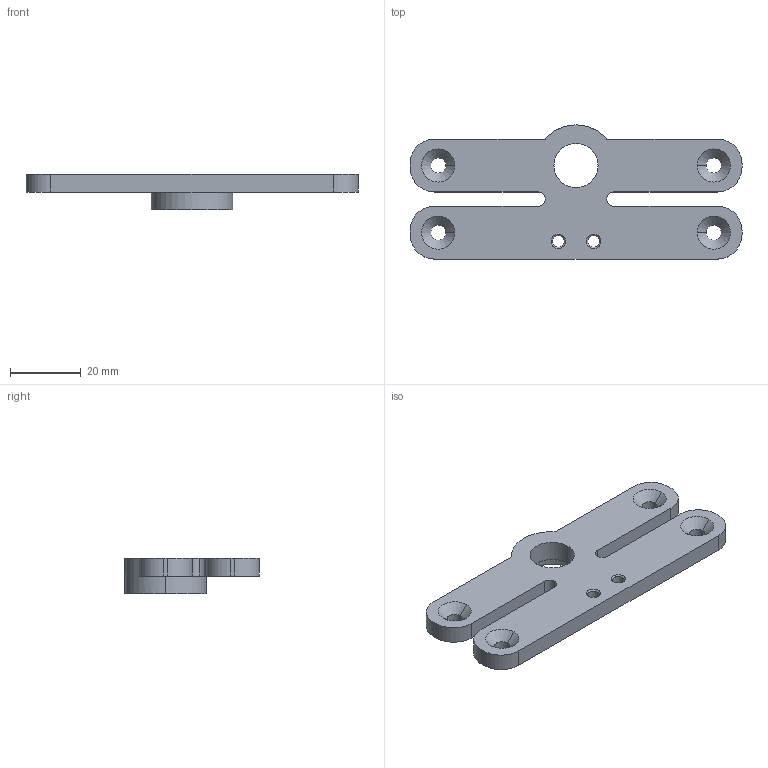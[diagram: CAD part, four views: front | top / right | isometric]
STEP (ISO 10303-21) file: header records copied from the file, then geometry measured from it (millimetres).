
FILE_DESCRIPTION (( 'STEP AP203' ), '1' );
FILE_NAME ('TIT-034-A-Support-roulement.STEP', '2022-05-25T11:51:46', ( '' ), ( '' ), 'SwSTEP 2.0', 'SolidWorks 2016', '' );
FILE_SCHEMA (( 'CONFIG_CONTROL_DESIGN' ));
Length unit declared in the file: millimetre
Products named in the file (1): TIT-034-A-Support-roulement
Bounding box: 94 x 38 x 9.95 mm (x, y, z)
Volume: 13965.9 mm3; surface area: 8363.2 mm2
Topology: 1 solids, 1 shells, 59 faces, 154 edges, 98 vertices
Faces by surface type: cylinder 30, plane 15, cone 14
Entity records: 1937 total; most frequent: DIRECTION 350, CARTESIAN_POINT 312, ORIENTED_EDGE 308, EDGE_CURVE 154, AXIS2_PLACEMENT_3D 136, VERTEX_POINT 98, LINE 78, VECTOR 78
